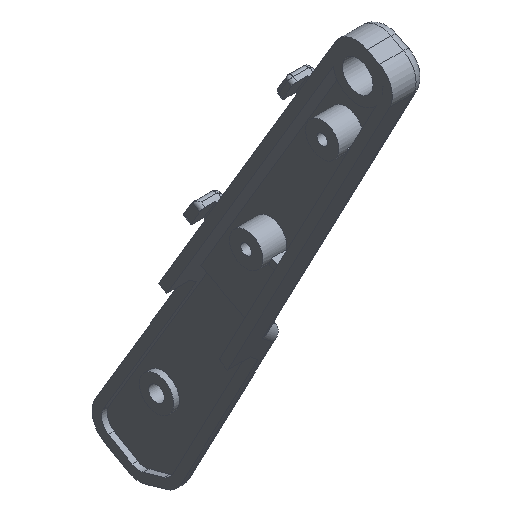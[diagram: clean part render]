
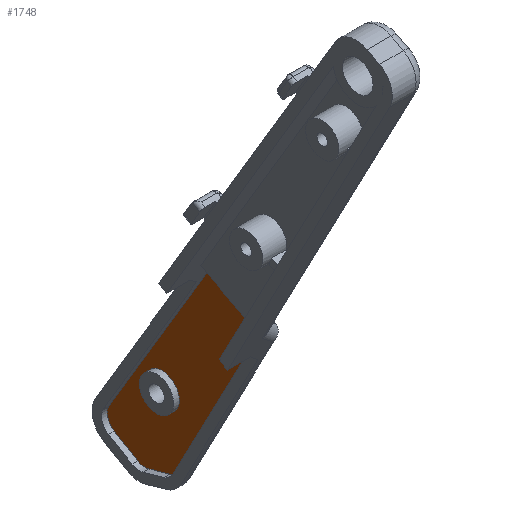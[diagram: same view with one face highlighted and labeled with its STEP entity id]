
A CAD part, isometric view. The second image highlights one B-rep face of the part: STEP entity #1748.
In plain terms, the highlighted planar face has unit normal (-1, 0, 0).
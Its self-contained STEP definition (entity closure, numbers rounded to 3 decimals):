
#24=FACE_BOUND('',#620,.T.);
#69=PLANE('',#1916);
#169=LINE('',#2822,#328);
#195=LINE('',#2896,#354);
#197=LINE('',#2899,#356);
#199=LINE('',#2908,#358);
#203=LINE('',#2920,#362);
#328=VECTOR('',#2233,10.);
#354=VECTOR('',#2305,10.);
#356=VECTOR('',#2309,10.);
#358=VECTOR('',#2319,10.);
#362=VECTOR('',#2331,10.);
#513=FACE_OUTER_BOUND('',#619,.T.);
#619=EDGE_LOOP('',(#1470,#1471,#1472,#1473,#1474,#1475,#1476,#1477));
#620=EDGE_LOOP('',(#1478));
#717=CIRCLE('',#1906,3.);
#719=CIRCLE('',#1910,3.);
#721=CIRCLE('',#1914,3.);
#723=CIRCLE('',#1917,3.6);
#836=VERTEX_POINT('',#2819);
#837=VERTEX_POINT('',#2821);
#861=VERTEX_POINT('',#2893);
#862=VERTEX_POINT('',#2895);
#863=VERTEX_POINT('',#2901);
#865=VERTEX_POINT('',#2907);
#867=VERTEX_POINT('',#2913);
#869=VERTEX_POINT('',#2919);
#871=VERTEX_POINT('',#2928);
#1035=EDGE_CURVE('',#837,#836,#169,.T.);
#1072=EDGE_CURVE('',#861,#862,#195,.F.);
#1074=EDGE_CURVE('',#836,#862,#197,.F.);
#1075=EDGE_CURVE('',#863,#861,#717,.T.);
#1078=EDGE_CURVE('',#865,#863,#199,.T.);
#1081=EDGE_CURVE('',#867,#865,#719,.T.);
#1084=EDGE_CURVE('',#869,#867,#203,.T.);
#1087=EDGE_CURVE('',#837,#869,#721,.T.);
#1089=EDGE_CURVE('',#871,#871,#723,.T.);
#1470=ORIENTED_EDGE('',*,*,#1072,.F.);
#1471=ORIENTED_EDGE('',*,*,#1075,.F.);
#1472=ORIENTED_EDGE('',*,*,#1078,.F.);
#1473=ORIENTED_EDGE('',*,*,#1081,.F.);
#1474=ORIENTED_EDGE('',*,*,#1084,.F.);
#1475=ORIENTED_EDGE('',*,*,#1087,.F.);
#1476=ORIENTED_EDGE('',*,*,#1035,.T.);
#1477=ORIENTED_EDGE('',*,*,#1074,.T.);
#1478=ORIENTED_EDGE('',*,*,#1089,.F.);
#1748=ADVANCED_FACE('',(#513,#24),#69,.F.);
#1906=AXIS2_PLACEMENT_3D('',#2902,#2312,#2313);
#1910=AXIS2_PLACEMENT_3D('',#2914,#2324,#2325);
#1914=AXIS2_PLACEMENT_3D('',#2925,#2336,#2337);
#1916=AXIS2_PLACEMENT_3D('',#2927,#2340,#2341);
#1917=AXIS2_PLACEMENT_3D('',#2929,#2342,#2343);
#2233=DIRECTION('',(0.,-0.465,0.885));
#2305=DIRECTION('',(0.,0.511,-0.859));
#2309=DIRECTION('',(0.,-0.885,-0.465));
#2312=DIRECTION('center_axis',(1.,0.,0.));
#2313=DIRECTION('ref_axis',(0.,0.969,-0.246));
#2319=DIRECTION('',(0.,0.859,0.511));
#2324=DIRECTION('center_axis',(1.,0.,0.));
#2325=DIRECTION('ref_axis',(0.,0.129,-0.992));
#2331=DIRECTION('',(0.,0.962,-0.275));
#2336=DIRECTION('center_axis',(1.,0.,0.));
#2337=DIRECTION('ref_axis',(0.,-0.631,-0.776));
#2340=DIRECTION('center_axis',(1.,0.,0.));
#2341=DIRECTION('ref_axis',(0.,0.,-1.));
#2342=DIRECTION('center_axis',(-1.,0.,0.));
#2343=DIRECTION('ref_axis',(0.,0.,-1.));
#2819=CARTESIAN_POINT('',(14.1,150.811,-32.022));
#2821=CARTESIAN_POINT('',(14.1,168.792,-66.26));
#2822=CARTESIAN_POINT('',(14.1,137.579,-6.826));
#2893=CARTESIAN_POINT('',(14.1,183.271,-61.645));
#2895=CARTESIAN_POINT('',(14.1,162.121,-26.082));
#2896=CARTESIAN_POINT('',(14.1,166.002,-32.608));
#2899=CARTESIAN_POINT('',(14.1,159.25,-27.59));
#2901=CARTESIAN_POINT('',(14.1,182.226,-65.757));
#2902=CARTESIAN_POINT('Origin',(14.1,180.692,-63.179));
#2907=CARTESIAN_POINT('',(14.1,177.311,-68.68));
#2908=CARTESIAN_POINT('',(14.1,177.566,-68.529));
#2913=CARTESIAN_POINT('',(14.1,174.953,-68.986));
#2914=CARTESIAN_POINT('Origin',(14.1,175.777,-66.102));
#2919=CARTESIAN_POINT('',(14.1,170.624,-67.75));
#2920=CARTESIAN_POINT('',(14.1,165.159,-66.188));
#2925=CARTESIAN_POINT('Origin',(14.1,171.448,-64.865));
#2927=CARTESIAN_POINT('Origin',(14.1,167.171,-46.249));
#2928=CARTESIAN_POINT('',(14.1,172.169,-49.734));
#2929=CARTESIAN_POINT('Origin',(14.1,172.169,-53.334));
